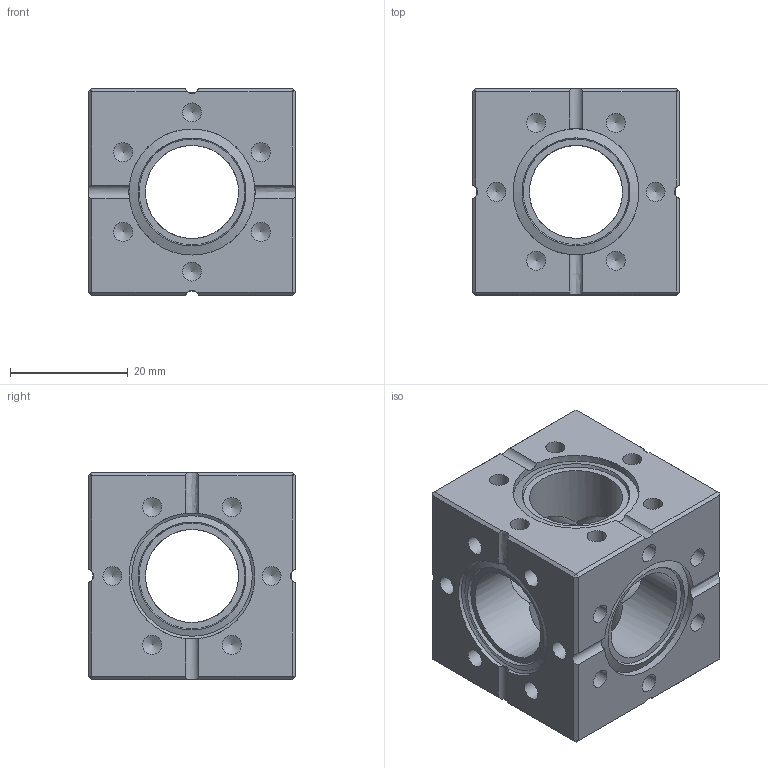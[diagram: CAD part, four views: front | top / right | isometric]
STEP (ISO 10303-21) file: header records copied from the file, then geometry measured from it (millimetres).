
FILE_DESCRIPTION((''),'2;1');
FILE_NAME('CUBE16.stp','2009-04-30T15:57:09',('hasers'),(''),'Autodesk Inventor 2008','Autodesk Inventor 2008','');
FILE_SCHEMA(('AUTOMOTIVE_DESIGN { 1 0 10303 214 1 1 1 1 }'));
Length unit declared in the file: millimetre
Products named in the file (1): CUBE16
Bounding box: 35 x 35 x 35 mm (x, y, z)
Volume: 24976.7 mm3; surface area: 11510.3 mm2
Topology: 1 solids, 1 shells, 160 faces, 432 edges, 270 vertices
Faces by surface type: plane 50, bspline 42, cylinder 37, cone 31
Full cylindrical faces by diameter (mm): 3.242 x18, 15.8 x6, 21.4 x5
Entity records: 4746 total; most frequent: CARTESIAN_POINT 1607, DIRECTION 650, ORIENTED_EDGE 540, AXIS2_PLACEMENT_3D 277, EDGE_CURVE 270, EDGE_LOOP 262, VERTEX_POINT 204, FACE_OUTER_BOUND 160
